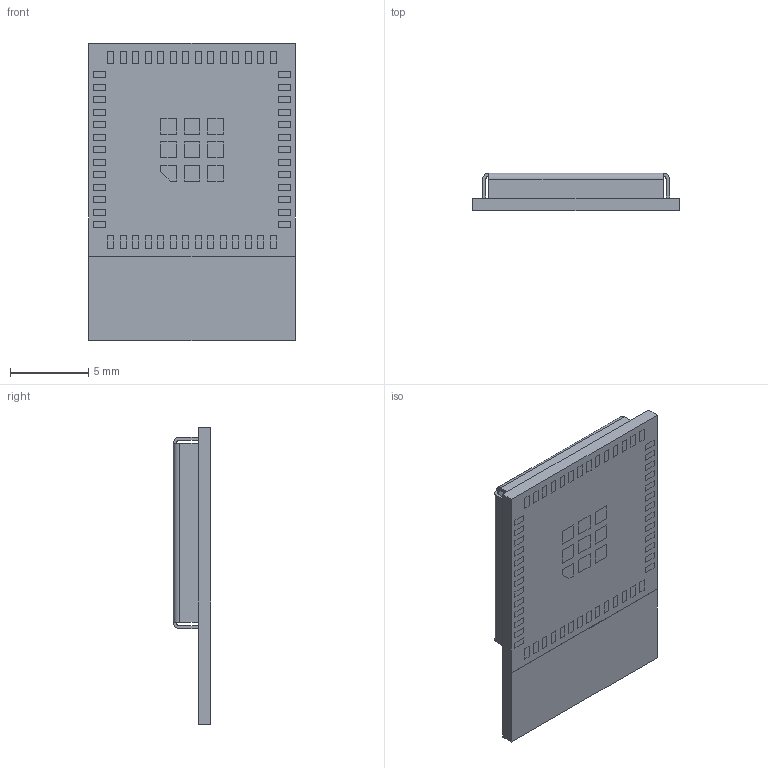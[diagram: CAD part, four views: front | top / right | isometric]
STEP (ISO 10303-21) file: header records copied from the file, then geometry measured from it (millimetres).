
FILE_DESCRIPTION (( 'STEP AP214' ), '1' );
FILE_NAME ('ESP32-DEVKITM-1.STEP', '2021-10-29T09:15:23', ( '' ), ( '' ), 'SwSTEP 2.0', 'SolidWorks 2018', '' );
FILE_SCHEMA (( 'AUTOMOTIVE_DESIGN' ));
Length unit declared in the file: millimetre
Products named in the file (2): ESP32-DEVKITM-1
Bounding box: 13.2 x 2.4 x 19 mm (x, y, z)
Volume: 240 mm3; surface area: 1193.6 mm2
Topology: 66 solids, 66 shells, 767 faces, 1700 edges, 1128 vertices
Faces by surface type: plane 757, cylinder 10
Entity records: 29781 total; most frequent: CARTESIAN_POINT 3597, ORIENTED_EDGE 3400, DIRECTION 3258, EDGE_CURVE 1700, VECTOR 1680, LINE 1680, VERTEX_POINT 1128, UNCERTAINTY_MEASURE_WITH_UNIT 835
